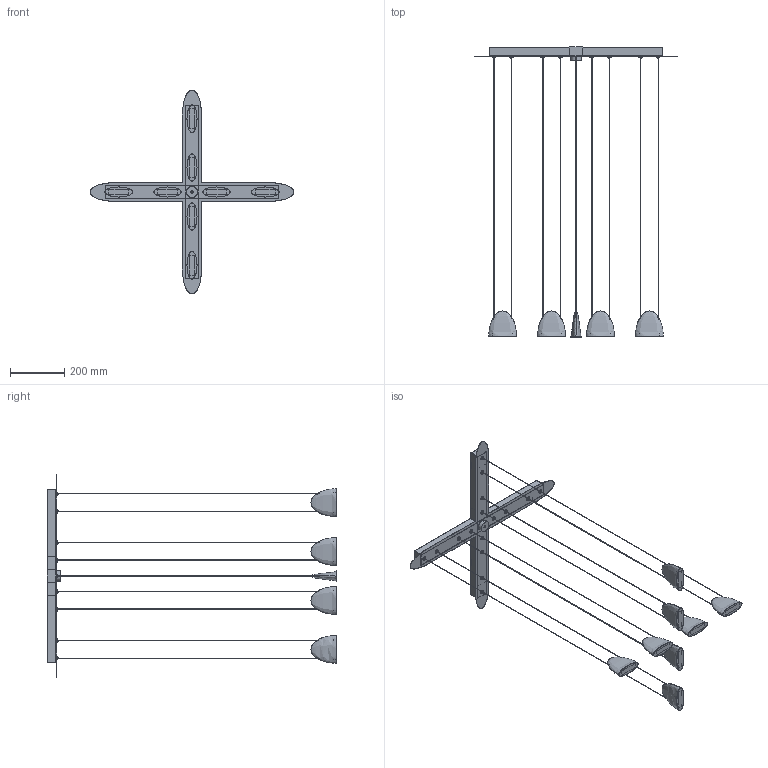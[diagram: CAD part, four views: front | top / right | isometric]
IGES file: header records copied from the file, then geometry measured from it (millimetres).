
Start section: SolidWorks IGES file using analytic representation for surfaces
Global section: file name: led oval_8_cruz.IGS; native system: SolidWorks 2015; preprocessor: SolidWorks 2015; author: Deptecnico; date: 181113.095644; units: millimetre
Bounding box: 750 x 1066.5 x 750 mm (x, y, z)
Surface area: 1378841.2 mm2 (no closed solid volume)
Topology: 0 solids, 0 shells, 1808 faces, 20036 edges, 20036 vertices
Faces by surface type: bspline 1378, revolution 430
